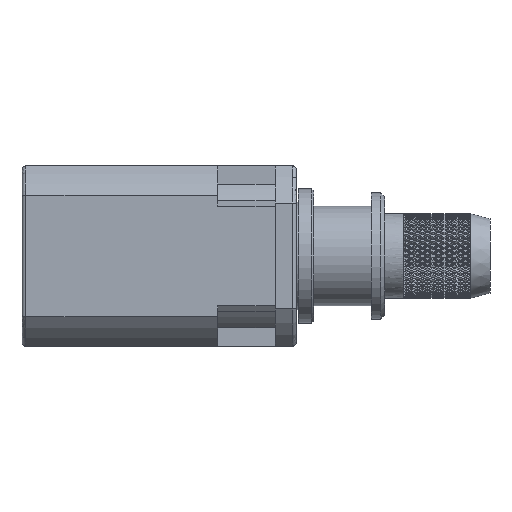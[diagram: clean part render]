
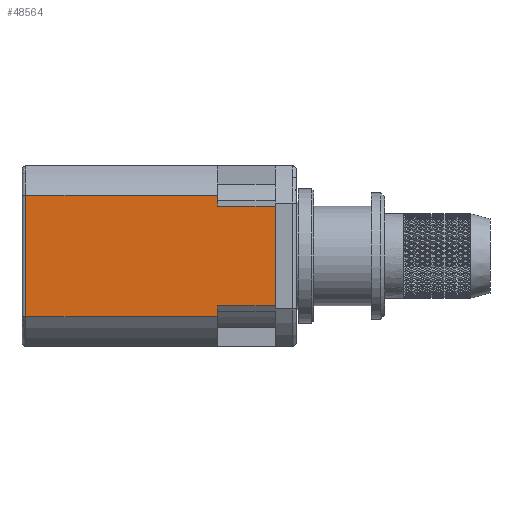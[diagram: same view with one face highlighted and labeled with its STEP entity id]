
A CAD part, front view. The second image highlights one B-rep face of the part: STEP entity #48564.
In plain terms, the highlighted planar face has unit normal (0, -1, 0).
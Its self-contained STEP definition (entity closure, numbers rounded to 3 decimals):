
#1001 = DIRECTION ( 'NONE',  ( 0., 0., 1. ) ) ;
#1673 = DIRECTION ( 'NONE',  ( 0., 0., -1. ) ) ;
#4914 = DIRECTION ( 'NONE',  ( 0., 0., 1. ) ) ;
#12492 = EDGE_CURVE ( 'NONE', #89950, #45670, #105719, .T. ) ;
#15417 = PLANE ( 'NONE',  #34204 ) ;
#16564 = DIRECTION ( 'NONE',  ( 1., 0., 0. ) ) ;
#20617 = VECTOR ( 'NONE', #16564, 1000. ) ;
#20891 = CARTESIAN_POINT ( 'NONE',  ( 13.2, 0., -3.162 ) ) ;
#24187 = ORIENTED_EDGE ( 'NONE', *, *, #105868, .T. ) ;
#24774 = ORIENTED_EDGE ( 'NONE', *, *, #95923, .F. ) ;
#27047 = LINE ( 'NONE', #110435, #20617 ) ;
#30148 = DIRECTION ( 'NONE',  ( -1., 0., 0. ) ) ;
#30802 = ORIENTED_EDGE ( 'NONE', *, *, #93477, .F. ) ;
#31287 = EDGE_LOOP ( 'NONE', ( #24187, #57324, #138116, #24774, #81899, #124558, #30802, #87834 ) ) ;
#33202 = CARTESIAN_POINT ( 'NONE',  ( 10.2, 0., -3.162 ) ) ;
#33216 = DIRECTION ( 'NONE',  ( 1., 0., 0. ) ) ;
#34204 = AXIS2_PLACEMENT_3D ( 'NONE', #57455, #58130, #4914 ) ;
#42504 = EDGE_CURVE ( 'NONE', #45930, #53297, #75497, .T. ) ;
#43084 = VECTOR ( 'NONE', #33216, 1000. ) ;
#45670 = VERTEX_POINT ( 'NONE', #78092 ) ;
#45930 = VERTEX_POINT ( 'NONE', #133788 ) ;
#48564 = ADVANCED_FACE ( 'NONE', ( #59560 ), #15417, .F. ) ;
#51493 = CARTESIAN_POINT ( 'NONE',  ( 0.2, 0., 3.162 ) ) ;
#53297 = VERTEX_POINT ( 'NONE', #69948 ) ;
#57324 = ORIENTED_EDGE ( 'NONE', *, *, #136701, .F. ) ;
#57455 = CARTESIAN_POINT ( 'NONE',  ( 0., 0., -3.162 ) ) ;
#58130 = DIRECTION ( 'NONE',  ( 0., 1., 0. ) ) ;
#58665 = VECTOR ( 'NONE', #137718, 1000. ) ;
#59560 = FACE_OUTER_BOUND ( 'NONE', #31287, .T. ) ;
#61899 = EDGE_CURVE ( 'NONE', #53297, #83905, #81631, .T. ) ;
#62027 = LINE ( 'NONE', #137493, #121146 ) ;
#62661 = LINE ( 'NONE', #96939, #98306 ) ;
#63025 = VECTOR ( 'NONE', #30148, 1000. ) ;
#69948 = CARTESIAN_POINT ( 'NONE',  ( 0.2, 0., -3.162 ) ) ;
#75497 = LINE ( 'NONE', #20891, #58665 ) ;
#78092 = CARTESIAN_POINT ( 'NONE',  ( 10.2, 0., -2.6 ) ) ;
#81117 = VECTOR ( 'NONE', #122901, 1000. ) ;
#81631 = LINE ( 'NONE', #133376, #81117 ) ;
#81899 = ORIENTED_EDGE ( 'NONE', *, *, #61899, .F. ) ;
#83905 = VERTEX_POINT ( 'NONE', #51493 ) ;
#84928 = CARTESIAN_POINT ( 'NONE',  ( 10.2, 0., 2.6 ) ) ;
#87834 = ORIENTED_EDGE ( 'NONE', *, *, #12492, .F. ) ;
#88474 = LINE ( 'NONE', #96938, #43084 ) ;
#89950 = VERTEX_POINT ( 'NONE', #127037 ) ;
#91216 = CARTESIAN_POINT ( 'NONE',  ( 13.2, 0., 2.6 ) ) ;
#93477 = EDGE_CURVE ( 'NONE', #45670, #45930, #108125, .T. ) ;
#93839 = CARTESIAN_POINT ( 'NONE',  ( 0., 0., -2.6 ) ) ;
#95923 = EDGE_CURVE ( 'NONE', #83905, #124770, #27047, .T. ) ;
#96938 = CARTESIAN_POINT ( 'NONE',  ( 0., 0., 2.6 ) ) ;
#96939 = CARTESIAN_POINT ( 'NONE',  ( 13.2, 0., -4.7 ) ) ;
#98306 = VECTOR ( 'NONE', #1001, 1000. ) ;
#99789 = VERTEX_POINT ( 'NONE', #91216 ) ;
#105719 = LINE ( 'NONE', #93839, #63025 ) ;
#105868 = EDGE_CURVE ( 'NONE', #89950, #99789, #62661, .T. ) ;
#107485 = VECTOR ( 'NONE', #1673, 1000. ) ;
#108125 = LINE ( 'NONE', #33202, #107485 ) ;
#110435 = CARTESIAN_POINT ( 'NONE',  ( 13.2, 0., 3.162 ) ) ;
#112886 = CARTESIAN_POINT ( 'NONE',  ( 10.2, 0., 3.162 ) ) ;
#115486 = EDGE_CURVE ( 'NONE', #124770, #124622, #62027, .T. ) ;
#117287 = DIRECTION ( 'NONE',  ( 0., 0., -1. ) ) ;
#121146 = VECTOR ( 'NONE', #117287, 1000. ) ;
#122901 = DIRECTION ( 'NONE',  ( 0., 0., 1. ) ) ;
#124558 = ORIENTED_EDGE ( 'NONE', *, *, #42504, .F. ) ;
#124622 = VERTEX_POINT ( 'NONE', #84928 ) ;
#124770 = VERTEX_POINT ( 'NONE', #112886 ) ;
#127037 = CARTESIAN_POINT ( 'NONE',  ( 13.2, 0., -2.6 ) ) ;
#133376 = CARTESIAN_POINT ( 'NONE',  ( 0.2, 0., 4.7 ) ) ;
#133788 = CARTESIAN_POINT ( 'NONE',  ( 10.2, 0., -3.162 ) ) ;
#136701 = EDGE_CURVE ( 'NONE', #124622, #99789, #88474, .T. ) ;
#137493 = CARTESIAN_POINT ( 'NONE',  ( 10.2, 0., -3.162 ) ) ;
#137718 = DIRECTION ( 'NONE',  ( -1., 0., 0. ) ) ;
#138116 = ORIENTED_EDGE ( 'NONE', *, *, #115486, .F. ) ;
